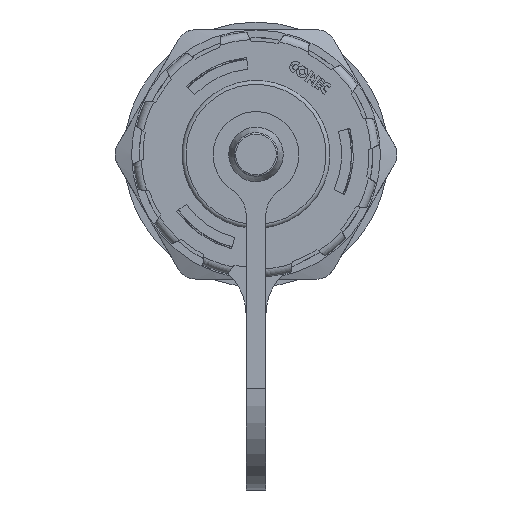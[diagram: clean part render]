
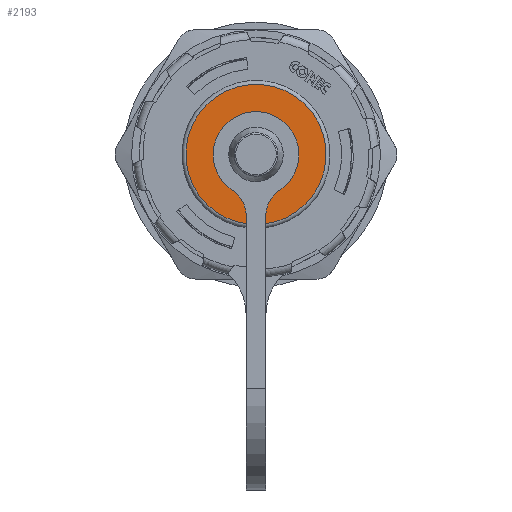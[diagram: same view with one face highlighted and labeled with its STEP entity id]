
A CAD part, left-side view. The second image highlights one B-rep face of the part: STEP entity #2193.
In plain terms, the highlighted planar face has unit normal (-1, 0, 0).
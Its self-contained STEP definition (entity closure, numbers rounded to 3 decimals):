
#2099=CARTESIAN_POINT('',(-31.585,1.235,4.486));
#2100=VERTEX_POINT('',#2099);
#2101=CARTESIAN_POINT('',(-31.585,1.585,0.));
#2102=DIRECTION('',(-1.0,0.,0.));
#2103=DIRECTION('',(0.,-0.078,0.997));
#2104=AXIS2_PLACEMENT_3D('',#2101,#2102,#2103);
#2105=CIRCLE('',#2104,4.5);
#2106=EDGE_CURVE('',#2100,#2100,#2105,.T.);
#2150=CARTESIAN_POINT('',(-31.585,0.885,8.973));
#2151=VERTEX_POINT('',#2150);
#2152=CARTESIAN_POINT('',(-31.585,1.585,0.));
#2153=DIRECTION('',(1.0,0.,0.));
#2154=DIRECTION('',(0.,0.078,-0.997));
#2155=AXIS2_PLACEMENT_3D('',#2152,#2153,#2154);
#2156=CIRCLE('',#2155,9.0);
#2157=EDGE_CURVE('',#2151,#2151,#2156,.T.);
#2182=CARTESIAN_POINT('',(-31.585,1.041,6.979));
#2183=DIRECTION('',(-1.0,0.0,0.0));
#2184=DIRECTION('',(0.0,-0.997,-0.078));
#2185=AXIS2_PLACEMENT_3D('',#2182,#2183,#2184);
#2186=PLANE('',#2185);
#2187=ORIENTED_EDGE('',*,*,#2157,.F.);
#2188=EDGE_LOOP('',(#2187));
#2189=FACE_OUTER_BOUND('',#2188,.T.);
#2190=ORIENTED_EDGE('',*,*,#2106,.F.);
#2191=EDGE_LOOP('',(#2190));
#2192=FACE_BOUND('',#2191,.T.);
#2193=ADVANCED_FACE('',(#2189,#2192),#2186,.T.);
